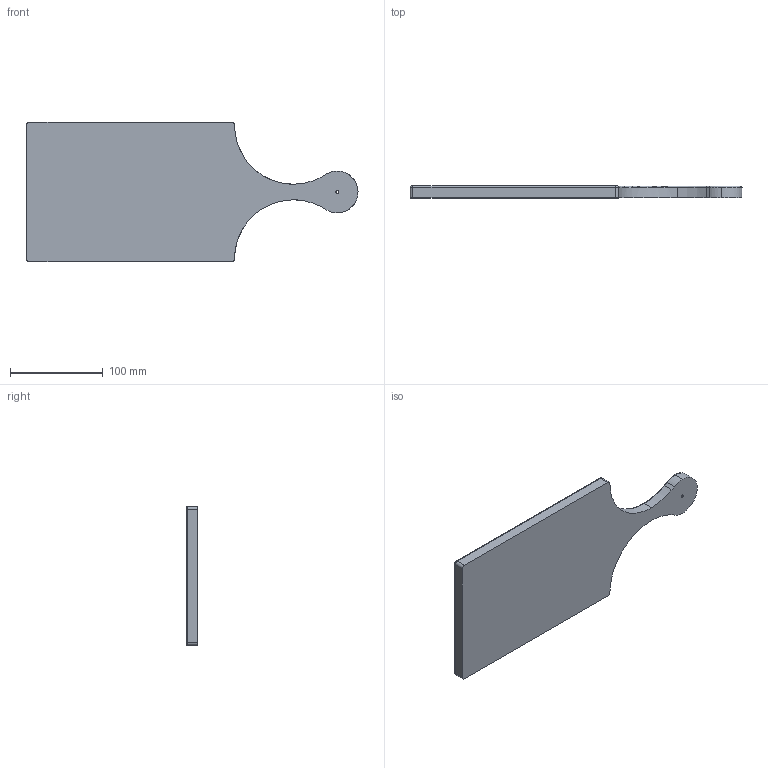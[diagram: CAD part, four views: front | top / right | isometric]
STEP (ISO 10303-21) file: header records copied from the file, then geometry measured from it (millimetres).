
FILE_DESCRIPTION(('CATIA V5 STEP Exchange'),'2;1');
FILE_NAME('Megs Charcouterie halfsize.stp','2020-02-18T17:43:35+00:00',('none'),('none'),'CATIA Version 5 Release 16 (IN-10)','CATIA V5 STEP AP203','none');
FILE_SCHEMA(('CONFIG_CONTROL_DESIGN'));
Length unit declared in the file: millimetre
Products named in the file (1): wood_food_table
Bounding box: 358.13 x 12.7 x 150 mm (x, y, z)
Volume: 490533.6 mm3; surface area: 89116.2 mm2
Topology: 1 solids, 1 shells, 32 faces, 82 edges, 53 vertices
Faces by surface type: cylinder 18, torus 9, plane 5
Entity records: 1125 total; most frequent: CARTESIAN_POINT 349, ORIENTED_EDGE 164, DIRECTION 122, EDGE_CURVE 82, AXIS2_PLACEMENT_3D 64, VERTEX_POINT 52, EDGE_LOOP 34, ADVANCED_FACE 32
